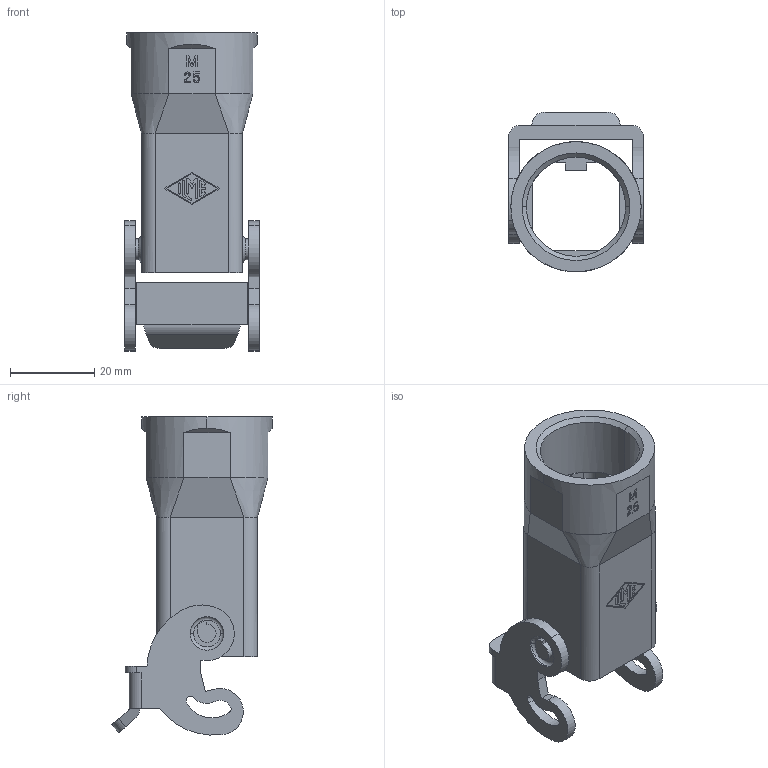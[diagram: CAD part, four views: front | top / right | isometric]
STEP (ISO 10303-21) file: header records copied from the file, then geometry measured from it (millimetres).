
FILE_DESCRIPTION(('Creo Elements/Direct Modeling STEP Export'),'2;1');
FILE_NAME('0ln7tug4kt56hms928','2018-09-26T10:26:13',(''),(''),'PTC Creo Elements/Direct Modeling STEP processor for AP214 (Solid Model)','PTC Creo Elements/Direct Modeling 19.0E 27-Jun-2016 (C) Parametric Technology GmbH','');
FILE_SCHEMA(('AUTOMOTIVE_DESIGN { 1 0 10303 214 1 1 1 1 }'));
Length unit declared in the file: millimetre
Products named in the file (2): MK_VGN25_Internet
Assembly tree (1 placements, depth 2):
  MK_VGN25_Internet
    MK_VGN25_Internet
Bounding box: 32 x 38.14 x 75.67 mm (x, y, z)
Volume: 13922.2 mm3; surface area: 14145.3 mm2
Topology: 1 solids, 1 shells, 153 faces, 551 edges, 415 vertices
Faces by surface type: plane 74, cylinder 62, cone 8, torus 4, bspline 4, revolution 1
Entity records: 7209 total; most frequent: CARTESIAN_POINT 1343, ORIENTED_EDGE 1102, DIRECTION 847, EDGE_CURVE 551, VERTEX_POINT 415, VECTOR 322, LINE 322, AXIS2_PLACEMENT_3D 262
